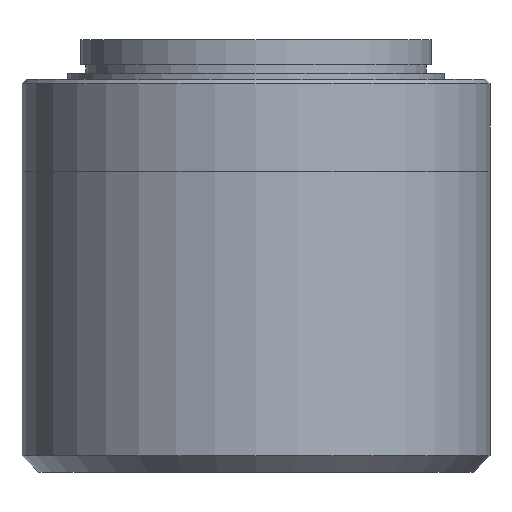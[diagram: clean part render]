
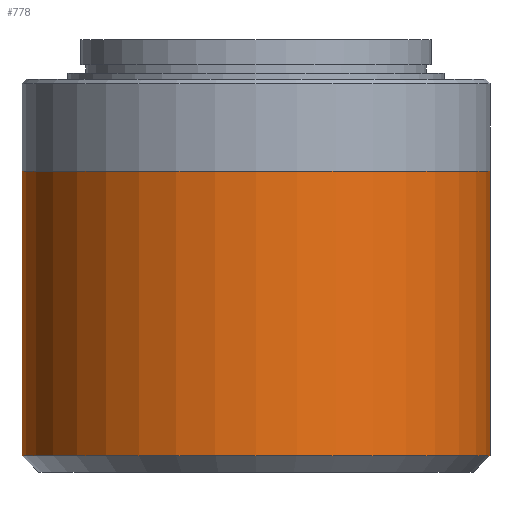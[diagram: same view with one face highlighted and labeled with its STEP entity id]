
A CAD part, front view. The second image highlights one B-rep face of the part: STEP entity #778.
In plain terms, the highlighted cylindrical face has radius 28 mm (diameter 56 mm), a partial arc.
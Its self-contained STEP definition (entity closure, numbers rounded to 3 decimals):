
#778 = ADVANCED_FACE ( 'NONE', ( #6381 ), #22017, .T. ) ;
#930 = DIRECTION ( 'NONE',  ( -1., 0., 0. ) ) ;
#963 = VERTEX_POINT ( 'NONE', #22505 ) ;
#4616 = CARTESIAN_POINT ( 'NONE',  ( 28., 0., 36. ) ) ;
#4909 = EDGE_CURVE ( 'NONE', #13903, #963, #21571, .T. ) ;
#4939 = VECTOR ( 'NONE', #27108, 1000. ) ;
#6381 = FACE_OUTER_BOUND ( 'NONE', #12434, .T. ) ;
#6549 = DIRECTION ( 'NONE',  ( -1., 0., 0. ) ) ;
#7314 = VERTEX_POINT ( 'NONE', #9140 ) ;
#8123 = ORIENTED_EDGE ( 'NONE', *, *, #13051, .F. ) ;
#8901 = CARTESIAN_POINT ( 'NONE',  ( -28., 0., 36. ) ) ;
#9140 = CARTESIAN_POINT ( 'NONE',  ( -28., 0., 2. ) ) ;
#9449 = DIRECTION ( 'NONE',  ( 0., 0., 1. ) ) ;
#9712 = ORIENTED_EDGE ( 'NONE', *, *, #16640, .F. ) ;
#11935 = AXIS2_PLACEMENT_3D ( 'NONE', #15396, #9449, #930 ) ;
#12434 = EDGE_LOOP ( 'NONE', ( #21208, #9712, #14756, #8123 ) ) ;
#12871 = DIRECTION ( 'NONE',  ( -1., 0., 0. ) ) ;
#13051 = EDGE_CURVE ( 'NONE', #963, #7314, #18185, .T. ) ;
#13903 = VERTEX_POINT ( 'NONE', #4616 ) ;
#14756 = ORIENTED_EDGE ( 'NONE', *, *, #26771, .T. ) ;
#15329 = CARTESIAN_POINT ( 'NONE',  ( 0., 0., 2. ) ) ;
#15396 = CARTESIAN_POINT ( 'NONE',  ( 0., 0., 36. ) ) ;
#16524 = CARTESIAN_POINT ( 'NONE',  ( 28., 0., 36. ) ) ;
#16640 = EDGE_CURVE ( 'NONE', #25217, #13903, #24886, .T. ) ;
#17001 = AXIS2_PLACEMENT_3D ( 'NONE', #19720, #23564, #12871 ) ;
#18185 = CIRCLE ( 'NONE', #22564, 28. ) ;
#18418 = CARTESIAN_POINT ( 'NONE',  ( -28., 0., 36. ) ) ;
#19289 = VECTOR ( 'NONE', #22099, 1000. ) ;
#19408 = DIRECTION ( 'NONE',  ( 0., 0., -1. ) ) ;
#19720 = CARTESIAN_POINT ( 'NONE',  ( 0., 0., 36. ) ) ;
#21208 = ORIENTED_EDGE ( 'NONE', *, *, #4909, .F. ) ;
#21571 = LINE ( 'NONE', #16524, #4939 ) ;
#22017 = CYLINDRICAL_SURFACE ( 'NONE', #17001, 28. ) ;
#22099 = DIRECTION ( 'NONE',  ( 0., 0., -1. ) ) ;
#22505 = CARTESIAN_POINT ( 'NONE',  ( 28., 0., 2. ) ) ;
#22564 = AXIS2_PLACEMENT_3D ( 'NONE', #15329, #19408, #6549 ) ;
#23564 = DIRECTION ( 'NONE',  ( 0., 0., -1. ) ) ;
#24886 = CIRCLE ( 'NONE', #11935, 28. ) ;
#25217 = VERTEX_POINT ( 'NONE', #18418 ) ;
#26771 = EDGE_CURVE ( 'NONE', #25217, #7314, #27714, .T. ) ;
#27108 = DIRECTION ( 'NONE',  ( 0., 0., -1. ) ) ;
#27714 = LINE ( 'NONE', #8901, #19289 ) ;
